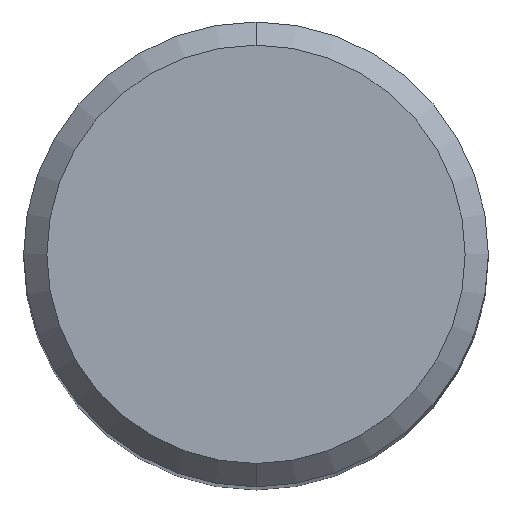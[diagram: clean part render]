
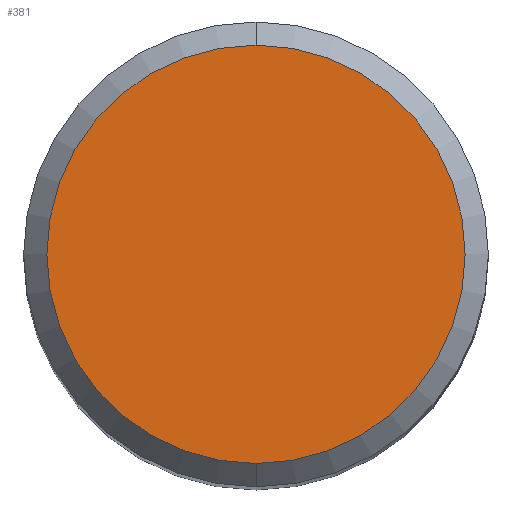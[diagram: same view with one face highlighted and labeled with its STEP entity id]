
A CAD part, top view. The second image highlights one B-rep face of the part: STEP entity #381.
In plain terms, the highlighted planar face has unit normal (0, 0, 1).
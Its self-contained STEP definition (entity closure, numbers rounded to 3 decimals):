
#351=EDGE_CURVE('',#737,#409,#847,.T.);
#381=ADVANCED_FACE('',(#881),#882,.T.);
#409=VERTEX_POINT('',#913);
#483=EDGE_CURVE('',#409,#737,#992,.T.);
#737=VERTEX_POINT('',#1272);
#847=CIRCLE('',#1681,4.5);
#881=FACE_OUTER_BOUND('',#1779,.T.);
#882=PLANE('',#1780);
#913=CARTESIAN_POINT('',(0.,-4.5,0.0));
#992=CIRCLE('',#2257,4.5);
#1272=CARTESIAN_POINT('',(0.0,4.5,0.0));
#1681=AXIS2_PLACEMENT_3D('',#5283,#5284,#5285);
#1779=EDGE_LOOP('',(#5325,#5326));
#1780=AXIS2_PLACEMENT_3D('',#5327,#5328,#5329);
#2257=AXIS2_PLACEMENT_3D('',#5450,#5451,#5452);
#5283=CARTESIAN_POINT('',(0.0,0.0,0.0));
#5284=DIRECTION('',(0.0,0.0,-1.0));
#5285=DIRECTION('',(0.0,1.0,0.0));
#5325=ORIENTED_EDGE('',*,*,#351,.F.);
#5326=ORIENTED_EDGE('',*,*,#483,.F.);
#5327=CARTESIAN_POINT('',(0.0,2.25,0.0));
#5328=DIRECTION('',(-0.0,0.0,1.0));
#5329=DIRECTION('',(0.0,-1.0,0.0));
#5450=CARTESIAN_POINT('',(0.0,0.0,0.0));
#5451=DIRECTION('',(0.0,0.0,-1.0));
#5452=DIRECTION('',(0.0,1.0,0.0));
